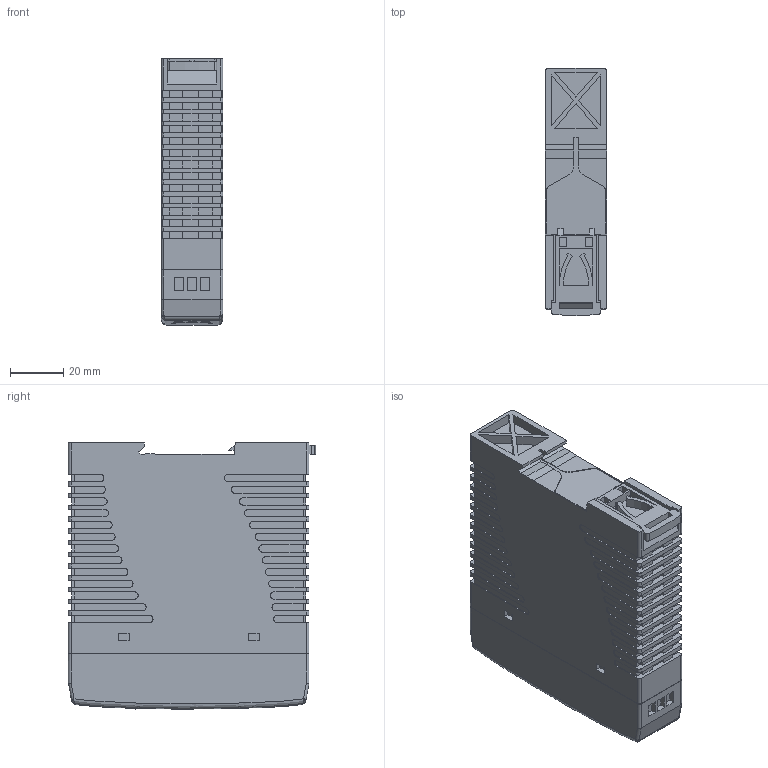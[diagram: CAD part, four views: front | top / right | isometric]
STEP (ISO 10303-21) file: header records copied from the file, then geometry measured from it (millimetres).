
FILE_DESCRIPTION (( 'STEP AP203' ), '1' );
FILE_NAME ('DR-M-20W-12.ÃÌ Áëîê ïèòàíèÿ íà äèí ðåéêó.SLDPRT.STEP', '2024-06-25T06:56:52', ( '' ), ( '' ), 'SwSTEP 2.0', 'SolidWorks 2021', '' );
FILE_SCHEMA (( 'CONFIG_CONTROL_DESIGN' ));
Length unit declared in the file: millimetre
Products named in the file (1): DR-M-20W-12.ÃÌ Áëîê ïèòàíèÿ íà äèí ðåéêó.SLDPRT
Bounding box: 23 x 92.45 x 99.6 mm (x, y, z)
Volume: 193785.8 mm3; surface area: 37309.8 mm2
Topology: 3 solids, 3 shells, 797 faces, 2238 edges, 1480 vertices
Faces by surface type: plane 604, cylinder 161, bspline 30, torus 2
Entity records: 26759 total; most frequent: CARTESIAN_POINT 6204, ORIENTED_EDGE 4468, DIRECTION 3944, EDGE_CURVE 2234, VECTOR 1832, LINE 1832, VERTEX_POINT 1480, AXIS2_PLACEMENT_3D 1056
